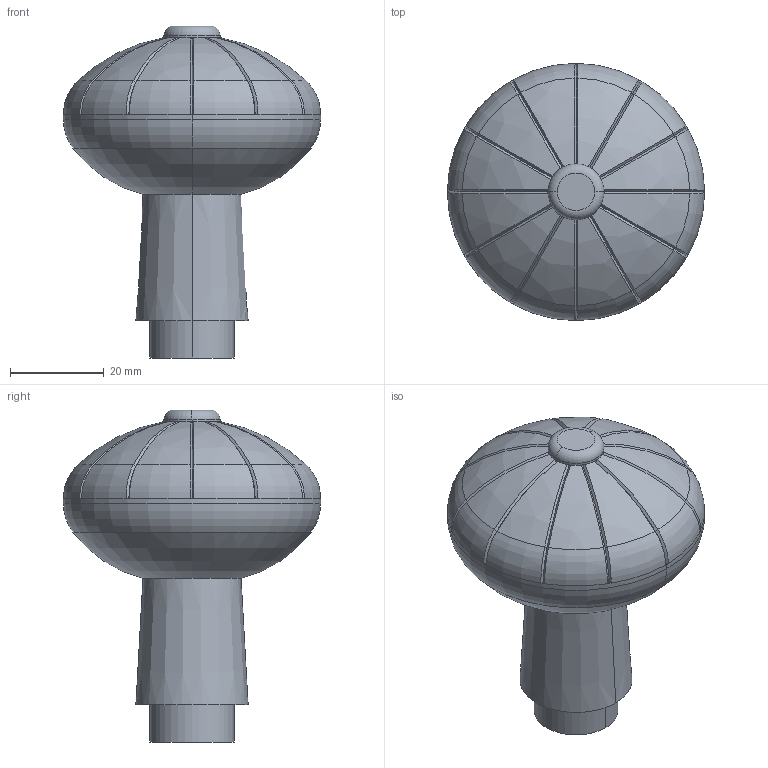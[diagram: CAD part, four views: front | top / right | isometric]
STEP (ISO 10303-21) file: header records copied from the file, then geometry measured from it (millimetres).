
FILE_DESCRIPTION (( 'STEP AP203' ), '1' );
FILE_NAME ('8050.STEP', '2016-03-01T14:29:10', ( '' ), ( '' ), 'SwSTEP 2.0', 'SolidWorks 2015', '' );
FILE_SCHEMA (( 'CONFIG_CONTROL_DESIGN' ));
Length unit declared in the file: millimetre
Products named in the file (1): 8050
Bounding box: 55 x 55 x 71 mm (x, y, z)
Volume: 64944.7 mm3; surface area: 11340.1 mm2
Topology: 1 solids, 1 shells, 290 faces, 743 edges, 476 vertices
Faces by surface type: plane 111, bspline 91, cone 50, torus 18, sphere 12, cylinder 8
Entity records: 14202 total; most frequent: CARTESIAN_POINT 7699, ORIENTED_EDGE 1486, DIRECTION 1057, EDGE_CURVE 743, VERTEX_POINT 476, LINE 365, VECTOR 365, AXIS2_PLACEMENT_3D 346
